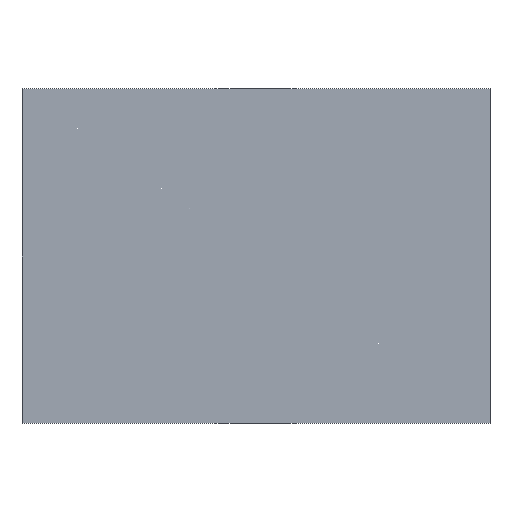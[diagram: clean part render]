
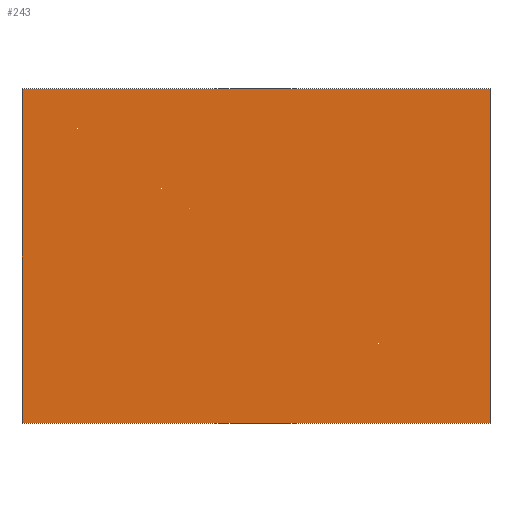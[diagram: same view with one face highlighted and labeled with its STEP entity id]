
A CAD part, front view. The second image highlights one B-rep face of the part: STEP entity #243.
In plain terms, the highlighted planar face has unit normal (0, -1, 0).
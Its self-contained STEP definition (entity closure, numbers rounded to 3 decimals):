
#16 = EDGE_CURVE ( 'NONE', #455, #402, #762, .T. ) ;
#22 = EDGE_CURVE ( 'NONE', #439, #455, #690, .T. ) ;
#55 = DIRECTION ( 'NONE',  ( 0., -1., 0. ) ) ;
#65 = CARTESIAN_POINT ( 'NONE',  ( 0., 0., -50. ) ) ;
#73 = CARTESIAN_POINT ( 'NONE',  ( 0., 0., -50. ) ) ;
#169 = DIRECTION ( 'NONE',  ( 0., 0., -1. ) ) ;
#170 = PLANE ( 'NONE',  #933 ) ;
#203 = EDGE_CURVE ( 'NONE', #402, #459, #778, .T. ) ;
#205 = EDGE_CURVE ( 'NONE', #459, #439, #785, .T. ) ;
#243 = ADVANCED_FACE ( 'NONE', ( #843 ), #170, .T. ) ;
#260 = CARTESIAN_POINT ( 'NONE',  ( 70., 0., 0. ) ) ;
#316 = DIRECTION ( 'NONE',  ( 0., 0., -1. ) ) ;
#327 = CARTESIAN_POINT ( 'NONE',  ( 0., 0., -50. ) ) ;
#335 = DIRECTION ( 'NONE',  ( -1., 0., 0. ) ) ;
#379 = CARTESIAN_POINT ( 'NONE',  ( 0., 0., 0. ) ) ;
#402 = VERTEX_POINT ( 'NONE', #73 ) ;
#439 = VERTEX_POINT ( 'NONE', #957 ) ;
#447 = DIRECTION ( 'NONE',  ( 0., 0., 1. ) ) ;
#455 = VERTEX_POINT ( 'NONE', #976 ) ;
#459 = VERTEX_POINT ( 'NONE', #956 ) ;
#468 = DIRECTION ( 'NONE',  ( 1., 0., 0. ) ) ;
#476 = CARTESIAN_POINT ( 'NONE',  ( 0., 0., 0. ) ) ;
#503 = ORIENTED_EDGE ( 'NONE', *, *, #16, .F. ) ;
#504 = ORIENTED_EDGE ( 'NONE', *, *, #203, .F. ) ;
#508 = ORIENTED_EDGE ( 'NONE', *, *, #205, .F. ) ;
#560 = EDGE_LOOP ( 'NONE', ( #504, #503, #615, #508 ) ) ;
#615 = ORIENTED_EDGE ( 'NONE', *, *, #22, .F. ) ;
#690 = LINE ( 'NONE', #260, #761 ) ;
#699 = VECTOR ( 'NONE', #335, 1000. ) ;
#761 = VECTOR ( 'NONE', #316, 1000. ) ;
#762 = LINE ( 'NONE', #327, #699 ) ;
#776 = VECTOR ( 'NONE', #468, 1000. ) ;
#778 = LINE ( 'NONE', #379, #779 ) ;
#779 = VECTOR ( 'NONE', #447, 1000. ) ;
#785 = LINE ( 'NONE', #476, #776 ) ;
#843 = FACE_OUTER_BOUND ( 'NONE', #560, .T. ) ;
#933 = AXIS2_PLACEMENT_3D ( 'NONE', #65, #55, #169 ) ;
#956 = CARTESIAN_POINT ( 'NONE',  ( 0., 0., 0. ) ) ;
#957 = CARTESIAN_POINT ( 'NONE',  ( 70., 0., 0. ) ) ;
#976 = CARTESIAN_POINT ( 'NONE',  ( 70., 0., -50. ) ) ;
